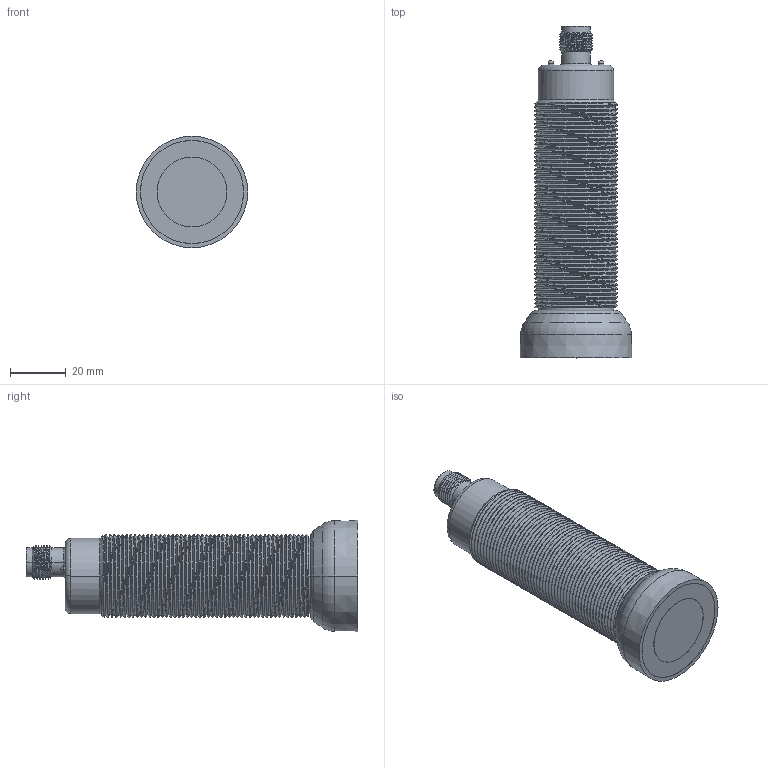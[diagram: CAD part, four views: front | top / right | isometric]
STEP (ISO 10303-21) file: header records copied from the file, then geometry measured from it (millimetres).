
FILE_DESCRIPTION(('STEP AP242'),'1');
FILE_NAME('xxs30b4pm12.stp','2020-02-23T23:34:34',('TraceParts'),('TraceParts S.A.'),'Spatial InterOp 3D',' ',' ');
FILE_SCHEMA(('AP242_MANAGED_MODEL_BASED_3D_ENGINEERING_MIM_LF {1 0 10303 442 1 1 4}'));
Length unit declared in the file: millimetre
Products named in the file (1): xxs30b4pm12_1
Bounding box: 40 x 119 x 40 mm (x, y, z)
Volume: 72408.2 mm3; surface area: 22224.5 mm2
Topology: 3 solids, 3 shells, 274 faces, 709 edges, 443 vertices
Faces by surface type: cylinder 136, bspline 48, cone 36, torus 22, plane 18, sphere 14
Entity records: 28215 total; most frequent: CARTESIAN_POINT 22235, ORIENTED_EDGE 1390, DIRECTION 1000, EDGE_CURVE 695, VERTEX_POINT 443, AXIS2_PLACEMENT_3D 398, B_SPLINE_CURVE_WITH_KNOTS 322, EDGE_LOOP 290
